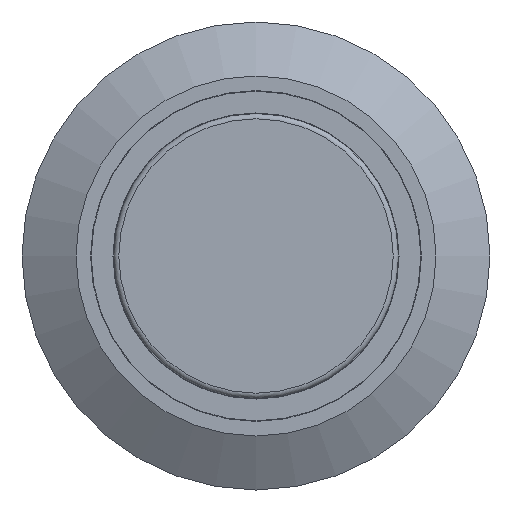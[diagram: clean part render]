
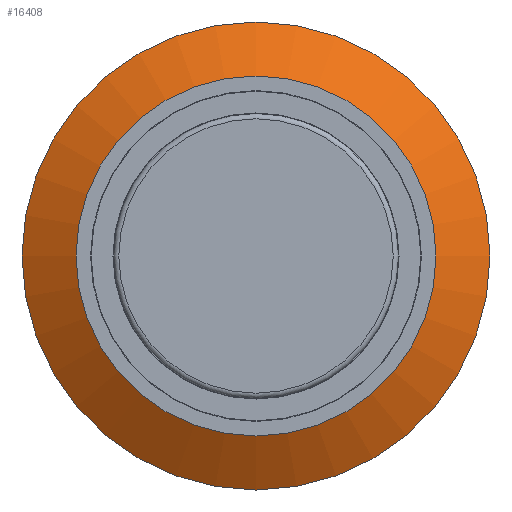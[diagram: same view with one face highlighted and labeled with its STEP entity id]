
A CAD part, left-side view. The second image highlights one B-rep face of the part: STEP entity #16408.
In plain terms, the highlighted conical face has half-angle 59.421 degrees and reference radius 25.4 mm.
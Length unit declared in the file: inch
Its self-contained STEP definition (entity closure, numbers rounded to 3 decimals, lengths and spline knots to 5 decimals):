
#16381=CARTESIAN_POINT('',(0.31532,0.0,0.0));
#16382=DIRECTION('',(1.0,0.0,0.0));
#16383=DIRECTION('',(0.0,0.0,1.0));
#16384=AXIS2_PLACEMENT_3D('',#16381,#16382,#16383);
#16385=CONICAL_SURFACE('',#16384,1.0,59.421);
#16386=CARTESIAN_POINT('',(-0.01969,0.43307,0.));
#16387=VERTEX_POINT('',#16386);
#16388=CARTESIAN_POINT('',(-0.01969,0.0,0.0));
#16389=DIRECTION('',(1.0,0.0,0.0));
#16390=DIRECTION('',(0.0,-1.0,0.0));
#16391=AXIS2_PLACEMENT_3D('',#16388,#16389,#16390);
#16392=CIRCLE('',#16391,0.43307);
#16393=EDGE_CURVE('',#16387,#16387,#16392,.T.);
#16394=ORIENTED_EDGE('',*,*,#16393,.F.);
#16395=EDGE_LOOP('',(#16394));
#16396=FACE_OUTER_BOUND('',#16395,.T.);
#16397=CARTESIAN_POINT('',(-0.07874,0.0,0.33313));
#16398=VERTEX_POINT('',#16397);
#16399=CARTESIAN_POINT('',(-0.07874,0.0,0.0));
#16400=DIRECTION('',(-1.0,0.0,0.0));
#16401=DIRECTION('',(0.0,0.0,1.0));
#16402=AXIS2_PLACEMENT_3D('',#16399,#16400,#16401);
#16403=CIRCLE('',#16402,0.33313);
#16404=EDGE_CURVE('',#16398,#16398,#16403,.T.);
#16405=ORIENTED_EDGE('',*,*,#16404,.F.);
#16406=EDGE_LOOP('',(#16405));
#16407=FACE_BOUND('',#16406,.T.);
#16408=ADVANCED_FACE('',(#16396,#16407),#16385,.T.);
